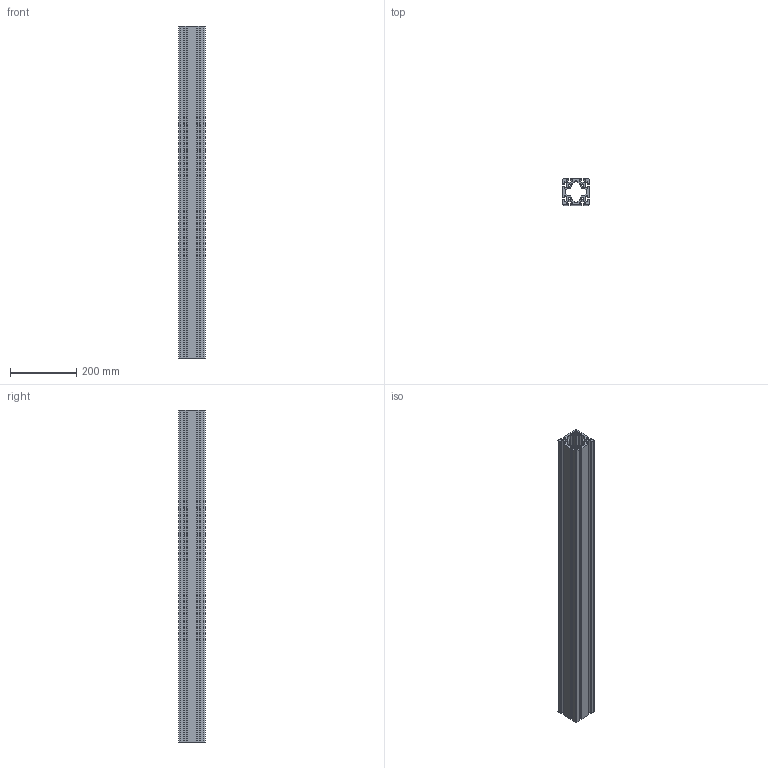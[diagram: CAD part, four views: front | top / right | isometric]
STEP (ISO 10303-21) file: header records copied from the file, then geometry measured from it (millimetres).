
FILE_DESCRIPTION (( 'STEP AP214' ), '1' );
FILE_NAME ('V053-8953.STEP', '2025-07-02T12:58:20', ( '' ), ( '' ), 'SwSTEP 2.0', 'SolidWorks 2025', '' );
FILE_SCHEMA (( 'AUTOMOTIVE_DESIGN' ));
Length unit declared in the file: millimetre
Products named in the file (1): V053-8953
Bounding box: 80 x 80 x 1000 mm (x, y, z)
Volume: 2694171.6 mm3; surface area: 913518.1 mm2
Topology: 1 solids, 1 shells, 183 faces, 543 edges, 362 vertices
Faces by surface type: cylinder 109, plane 74
Entity records: 6258 total; most frequent: DIRECTION 1129, CARTESIAN_POINT 1089, ORIENTED_EDGE 1086, EDGE_CURVE 543, AXIS2_PLACEMENT_3D 402, VERTEX_POINT 362, LINE 325, VECTOR 325
